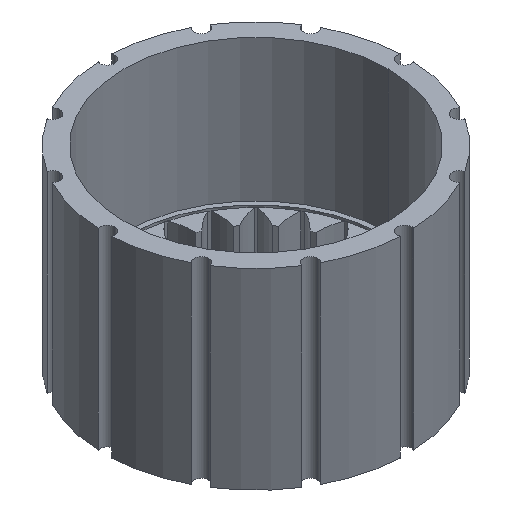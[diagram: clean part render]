
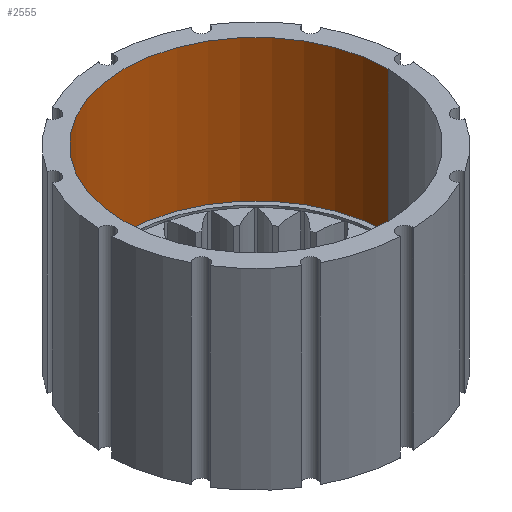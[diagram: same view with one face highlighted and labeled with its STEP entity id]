
A CAD part, isometric view. The second image highlights one B-rep face of the part: STEP entity #2555.
In plain terms, the highlighted cylindrical face has radius 27.5 mm (diameter 55 mm), a partial arc.
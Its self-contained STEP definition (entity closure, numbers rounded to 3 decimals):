
#790 = FACE_OUTER_BOUND ( 'NONE', #8294, .T. ) ;
#850 = CARTESIAN_POINT ( 'NONE',  ( 27.5, 0., 20. ) ) ;
#1071 = AXIS2_PLACEMENT_3D ( 'NONE', #1790, #7988, #6536 ) ;
#1316 = LINE ( 'NONE', #1955, #5656 ) ;
#1790 = CARTESIAN_POINT ( 'NONE',  ( 0., 0., -9.5 ) ) ;
#1798 = CIRCLE ( 'NONE', #5685, 27.5 ) ;
#1955 = CARTESIAN_POINT ( 'NONE',  ( 27.5, 0., 28.614 ) ) ;
#2282 = VERTEX_POINT ( 'NONE', #7049 ) ;
#2555 = ADVANCED_FACE ( 'NONE', ( #790 ), #4886, .F. ) ;
#2716 = VERTEX_POINT ( 'NONE', #2887 ) ;
#2762 = DIRECTION ( 'NONE',  ( 0., 0., 1. ) ) ;
#2887 = CARTESIAN_POINT ( 'NONE',  ( -27.5, 0., -9.5 ) ) ;
#3481 = EDGE_CURVE ( 'NONE', #3577, #4226, #1316, .T. ) ;
#3482 = ORIENTED_EDGE ( 'NONE', *, *, #8742, .F. ) ;
#3541 = DIRECTION ( 'NONE',  ( 1., 0., 0. ) ) ;
#3577 = VERTEX_POINT ( 'NONE', #6887 ) ;
#4226 = VERTEX_POINT ( 'NONE', #850 ) ;
#4588 = ORIENTED_EDGE ( 'NONE', *, *, #3481, .T. ) ;
#4826 = VECTOR ( 'NONE', #7057, 1000. ) ;
#4886 = CYLINDRICAL_SURFACE ( 'NONE', #6219, 27.5 ) ;
#4934 = DIRECTION ( 'NONE',  ( 0., 0., 1. ) ) ;
#4953 = CIRCLE ( 'NONE', #1071, 27.5 ) ;
#5656 = VECTOR ( 'NONE', #8193, 1000. ) ;
#5685 = AXIS2_PLACEMENT_3D ( 'NONE', #8973, #2762, #3541 ) ;
#6219 = AXIS2_PLACEMENT_3D ( 'NONE', #8387, #4934, #7711 ) ;
#6536 = DIRECTION ( 'NONE',  ( 1., 0., 0. ) ) ;
#6887 = CARTESIAN_POINT ( 'NONE',  ( 27.5, 0., -9.5 ) ) ;
#6916 = EDGE_CURVE ( 'NONE', #4226, #2282, #1798, .T. ) ;
#7049 = CARTESIAN_POINT ( 'NONE',  ( -27.5, 0., 20. ) ) ;
#7057 = DIRECTION ( 'NONE',  ( 0., 0., 1. ) ) ;
#7662 = ORIENTED_EDGE ( 'NONE', *, *, #8314, .F. ) ;
#7711 = DIRECTION ( 'NONE',  ( 1., 0., 0. ) ) ;
#7775 = LINE ( 'NONE', #7820, #4826 ) ;
#7820 = CARTESIAN_POINT ( 'NONE',  ( -27.5, 0., 28.614 ) ) ;
#7988 = DIRECTION ( 'NONE',  ( 0., 0., 1. ) ) ;
#8193 = DIRECTION ( 'NONE',  ( 0., 0., 1. ) ) ;
#8294 = EDGE_LOOP ( 'NONE', ( #3482, #7662, #4588, #8930 ) ) ;
#8314 = EDGE_CURVE ( 'NONE', #3577, #2716, #4953, .T. ) ;
#8387 = CARTESIAN_POINT ( 'NONE',  ( 0., 0., 28.614 ) ) ;
#8742 = EDGE_CURVE ( 'NONE', #2716, #2282, #7775, .T. ) ;
#8930 = ORIENTED_EDGE ( 'NONE', *, *, #6916, .T. ) ;
#8973 = CARTESIAN_POINT ( 'NONE',  ( 0., 0., 20. ) ) ;
